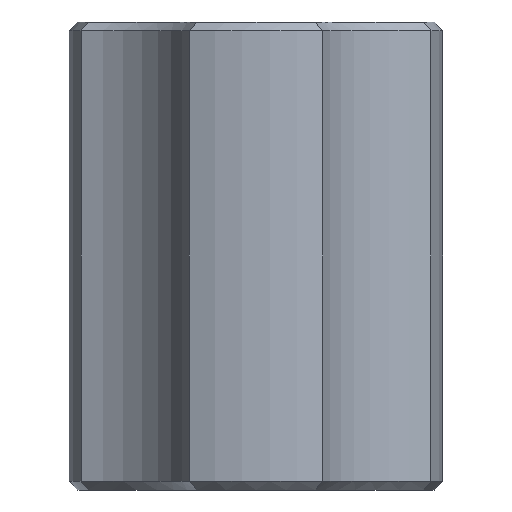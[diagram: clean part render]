
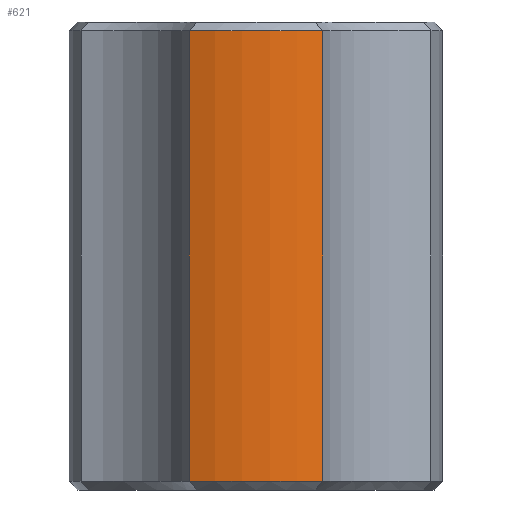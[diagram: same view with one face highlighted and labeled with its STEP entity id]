
A CAD part, front view. The second image highlights one B-rep face of the part: STEP entity #621.
In plain terms, the highlighted cylindrical face has radius 6.25 mm (diameter 12.5 mm), a partial arc.
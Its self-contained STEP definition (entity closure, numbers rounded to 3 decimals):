
#44 = CYLINDRICAL_SURFACE('',#45,5.);
#45 = AXIS2_PLACEMENT_3D('',#46,#47,#48);
#46 = CARTESIAN_POINT('',(7.071,-7.071,0.));
#47 = DIRECTION('',(-0.,-0.,-1.));
#48 = DIRECTION('',(1.,0.,0.));
#145 = VERTEX_POINT('',#146);
#146 = CARTESIAN_POINT('',(2.225,-5.841,15.325));
#173 = EDGE_CURVE('',#174,#145,#176,.T.);
#174 = VERTEX_POINT('',#175);
#175 = CARTESIAN_POINT('',(2.225,-5.841,0.3));
#176 = SURFACE_CURVE('',#177,(#181,#188),.PCURVE_S1.);
#177 = LINE('',#178,#179);
#178 = CARTESIAN_POINT('',(2.225,-5.841,0.));
#179 = VECTOR('',#180,1.);
#180 = DIRECTION('',(0.,0.,1.));
#181 = PCURVE('',#44,#182);
#182 = DEFINITIONAL_REPRESENTATION('',(#183),#187);
#183 = LINE('',#184,#185);
#184 = CARTESIAN_POINT('',(-2.893,0.));
#185 = VECTOR('',#186,1.);
#186 = DIRECTION('',(-0.,-1.));
#187 = ( GEOMETRIC_REPRESENTATION_CONTEXT(2) 
PARAMETRIC_REPRESENTATION_CONTEXT() REPRESENTATION_CONTEXT('2D SPACE',''
  ) );
#188 = PCURVE('',#189,#194);
#189 = CYLINDRICAL_SURFACE('',#190,6.25);
#190 = AXIS2_PLACEMENT_3D('',#191,#192,#193);
#191 = CARTESIAN_POINT('',(0.,0.,0.));
#192 = DIRECTION('',(-0.,-0.,-1.));
#193 = DIRECTION('',(1.,0.,0.));
#194 = DEFINITIONAL_REPRESENTATION('',(#195),#199);
#195 = LINE('',#196,#197);
#196 = CARTESIAN_POINT('',(-5.076,0.));
#197 = VECTOR('',#198,1.);
#198 = DIRECTION('',(-0.,-1.));
#199 = ( GEOMETRIC_REPRESENTATION_CONTEXT(2) 
PARAMETRIC_REPRESENTATION_CONTEXT() REPRESENTATION_CONTEXT('2D SPACE',''
  ) );
#523 = CONICAL_SURFACE('',#524,6.25,0.785);
#524 = AXIS2_PLACEMENT_3D('',#525,#526,#527);
#525 = CARTESIAN_POINT('',(0.,0.,0.3));
#526 = DIRECTION('',(0.,0.,1.));
#527 = DIRECTION('',(-0.356,-0.934,0.));
#585 = CONICAL_SURFACE('',#586,6.25,0.785);
#586 = AXIS2_PLACEMENT_3D('',#587,#588,#589);
#587 = CARTESIAN_POINT('',(0.,0.,15.325));
#588 = DIRECTION('',(-0.,-0.,-1.));
#589 = DIRECTION('',(-0.356,-0.934,0.));
#621 = ADVANCED_FACE('',(#622),#189,.T.);
#622 = FACE_BOUND('',#623,.F.);
#623 = EDGE_LOOP('',(#624,#654,#676,#677));
#624 = ORIENTED_EDGE('',*,*,#625,.T.);
#625 = EDGE_CURVE('',#626,#628,#630,.T.);
#626 = VERTEX_POINT('',#627);
#627 = CARTESIAN_POINT('',(-2.225,-5.841,0.3));
#628 = VERTEX_POINT('',#629);
#629 = CARTESIAN_POINT('',(-2.225,-5.841,15.325));
#630 = SURFACE_CURVE('',#631,(#635,#642),.PCURVE_S1.);
#631 = LINE('',#632,#633);
#632 = CARTESIAN_POINT('',(-2.225,-5.841,0.));
#633 = VECTOR('',#634,1.);
#634 = DIRECTION('',(0.,0.,1.));
#635 = PCURVE('',#189,#636);
#636 = DEFINITIONAL_REPRESENTATION('',(#637),#641);
#637 = LINE('',#638,#639);
#638 = CARTESIAN_POINT('',(-4.348,0.));
#639 = VECTOR('',#640,1.);
#640 = DIRECTION('',(-0.,-1.));
#641 = ( GEOMETRIC_REPRESENTATION_CONTEXT(2) 
PARAMETRIC_REPRESENTATION_CONTEXT() REPRESENTATION_CONTEXT('2D SPACE',''
  ) );
#642 = PCURVE('',#643,#648);
#643 = CYLINDRICAL_SURFACE('',#644,5.);
#644 = AXIS2_PLACEMENT_3D('',#645,#646,#647);
#645 = CARTESIAN_POINT('',(-7.071,-7.071,0.));
#646 = DIRECTION('',(-0.,-0.,-1.));
#647 = DIRECTION('',(1.,0.,0.));
#648 = DEFINITIONAL_REPRESENTATION('',(#649),#653);
#649 = LINE('',#650,#651);
#650 = CARTESIAN_POINT('',(-0.249,0.));
#651 = VECTOR('',#652,1.);
#652 = DIRECTION('',(-0.,-1.));
#653 = ( GEOMETRIC_REPRESENTATION_CONTEXT(2) 
PARAMETRIC_REPRESENTATION_CONTEXT() REPRESENTATION_CONTEXT('2D SPACE',''
  ) );
#654 = ORIENTED_EDGE('',*,*,#655,.T.);
#655 = EDGE_CURVE('',#628,#145,#656,.T.);
#656 = SURFACE_CURVE('',#657,(#662,#669),.PCURVE_S1.);
#657 = CIRCLE('',#658,6.25);
#658 = AXIS2_PLACEMENT_3D('',#659,#660,#661);
#659 = CARTESIAN_POINT('',(0.,0.,15.325));
#660 = DIRECTION('',(0.,0.,1.));
#661 = DIRECTION('',(-0.356,-0.934,0.));
#662 = PCURVE('',#189,#663);
#663 = DEFINITIONAL_REPRESENTATION('',(#664),#668);
#664 = LINE('',#665,#666);
#665 = CARTESIAN_POINT('',(-4.348,-15.325));
#666 = VECTOR('',#667,1.);
#667 = DIRECTION('',(-1.,0.));
#668 = ( GEOMETRIC_REPRESENTATION_CONTEXT(2) 
PARAMETRIC_REPRESENTATION_CONTEXT() REPRESENTATION_CONTEXT('2D SPACE',''
  ) );
#669 = PCURVE('',#585,#670);
#670 = DEFINITIONAL_REPRESENTATION('',(#671),#675);
#671 = LINE('',#672,#673);
#672 = CARTESIAN_POINT('',(-0.,-0.));
#673 = VECTOR('',#674,1.);
#674 = DIRECTION('',(-1.,-0.));
#675 = ( GEOMETRIC_REPRESENTATION_CONTEXT(2) 
PARAMETRIC_REPRESENTATION_CONTEXT() REPRESENTATION_CONTEXT('2D SPACE',''
  ) );
#676 = ORIENTED_EDGE('',*,*,#173,.F.);
#677 = ORIENTED_EDGE('',*,*,#678,.F.);
#678 = EDGE_CURVE('',#626,#174,#679,.T.);
#679 = SURFACE_CURVE('',#680,(#685,#692),.PCURVE_S1.);
#680 = CIRCLE('',#681,6.25);
#681 = AXIS2_PLACEMENT_3D('',#682,#683,#684);
#682 = CARTESIAN_POINT('',(0.,0.,0.3));
#683 = DIRECTION('',(0.,0.,1.));
#684 = DIRECTION('',(-0.356,-0.934,0.));
#685 = PCURVE('',#189,#686);
#686 = DEFINITIONAL_REPRESENTATION('',(#687),#691);
#687 = LINE('',#688,#689);
#688 = CARTESIAN_POINT('',(-4.348,-0.3));
#689 = VECTOR('',#690,1.);
#690 = DIRECTION('',(-1.,0.));
#691 = ( GEOMETRIC_REPRESENTATION_CONTEXT(2) 
PARAMETRIC_REPRESENTATION_CONTEXT() REPRESENTATION_CONTEXT('2D SPACE',''
  ) );
#692 = PCURVE('',#523,#693);
#693 = DEFINITIONAL_REPRESENTATION('',(#694),#698);
#694 = LINE('',#695,#696);
#695 = CARTESIAN_POINT('',(0.,-0.));
#696 = VECTOR('',#697,1.);
#697 = DIRECTION('',(1.,-0.));
#698 = ( GEOMETRIC_REPRESENTATION_CONTEXT(2) 
PARAMETRIC_REPRESENTATION_CONTEXT() REPRESENTATION_CONTEXT('2D SPACE',''
  ) );
